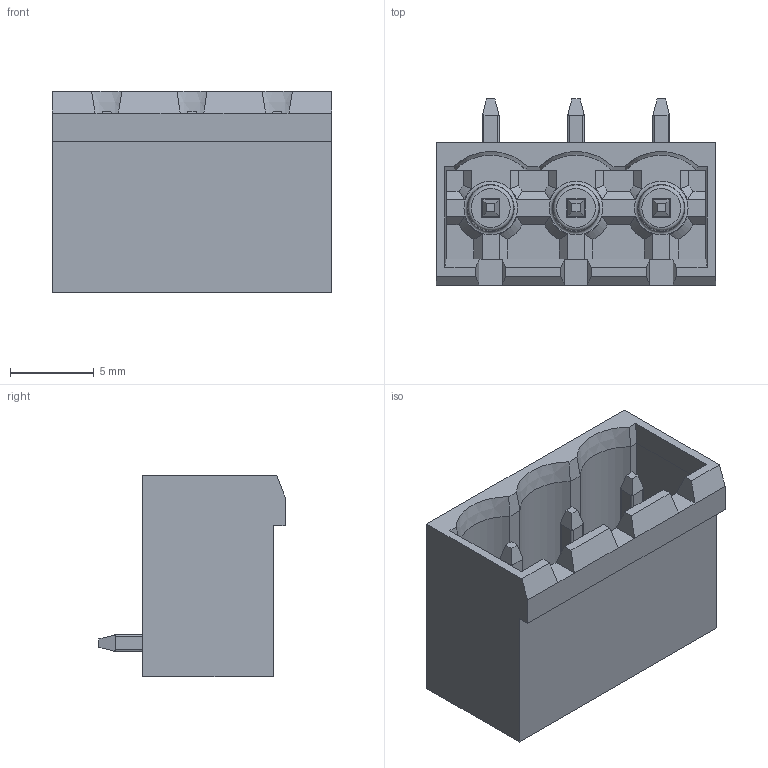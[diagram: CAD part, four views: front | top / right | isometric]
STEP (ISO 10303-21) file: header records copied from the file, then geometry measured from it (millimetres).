
FILE_DESCRIPTION(/* description */ ('Unknown'),/* implementation_level */ '2;1');
FILE_NAME(/* name */ '691701540003B',/* time_stamp */ '2023-12-13T16:34:31+01:00',/* author */ ('Unknown'),/* organization */ ('Unknown'),/* preprocessor_version */ 'ST-DEVELOPER v18.102',/* originating_system */ 'Solid Edge',/* authorisation */ 'Unknown');
FILE_SCHEMA (('AUTOMOTIVE_DESIGN {1 0 10303 214 3 1 1}'));
Length unit declared in the file: millimetre
Products named in the file (3): 6917015400xxB; 691701510003B; 6917015300xxB_Pin
Assembly tree (4 placements, depth 2):
  6917015400xxB
    691701510003B
    6917015300xxB_Pin  x3
Bounding box: 16.64 x 11.1 x 12 mm (x, y, z)
Volume: 696.2 mm3; surface area: 1653.6 mm2
Topology: 4 solids, 4 shells, 290 faces, 761 edges, 482 vertices
Faces by surface type: plane 206, cylinder 45, cone 18, torus 18, sphere 3
Entity records: 6978 total; most frequent: CARTESIAN_POINT 1290, ORIENTED_EDGE 1176, DIRECTION 1120, EDGE_CURVE 588, LINE 466, VECTOR 466, VERTEX_POINT 377, AXIS2_PLACEMENT_3D 327
